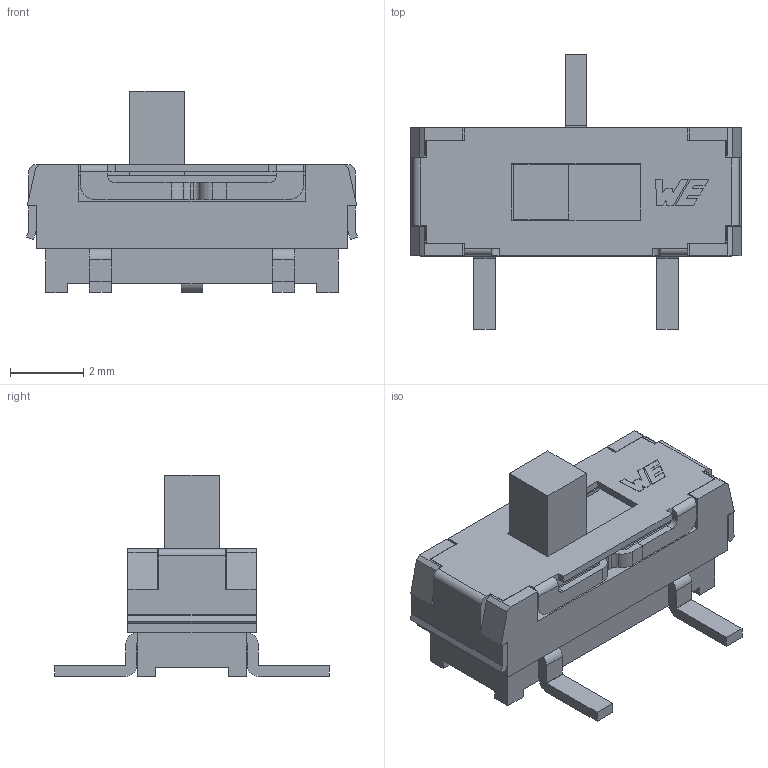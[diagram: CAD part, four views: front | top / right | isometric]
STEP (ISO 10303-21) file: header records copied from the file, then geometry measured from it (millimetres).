
FILE_DESCRIPTION(/* description */ ('Unknown'),/* implementation_level */ '2;1');
FILE_NAME(/* name */ '450406020024',/* time_stamp */ '2023-06-29T07:07:19+02:00',/* author */ ('Unknown'),/* organization */ ('Unknown'),/* preprocessor_version */ 'ST-DEVELOPER v16.7',/* originating_system */ 'Solid Edge',/* authorisation */ 'Unknown');
FILE_SCHEMA (('AUTOMOTIVE_DESIGN {1 0 10303 214 3 1 1}'));
Length unit declared in the file: millimetre
Products named in the file (4): 450406020024; Base; Actuator; cover
Assembly tree (3 placements, depth 2):
  450406020024
    Base
    Actuator
    cover
Bounding box: 9.05 x 7.5 x 5.5 mm (x, y, z)
Volume: 95.8 mm3; surface area: 300.9 mm2
Topology: 3 solids, 3 shells, 220 faces, 618 edges, 408 vertices
Faces by surface type: plane 184, cylinder 36
Entity records: 7762 total; most frequent: CARTESIAN_POINT 1250, ORIENTED_EDGE 1236, DIRECTION 1138, EDGE_CURVE 618, LINE 546, VECTOR 546, VERTEX_POINT 408, AXIS2_PLACEMENT_3D 296
